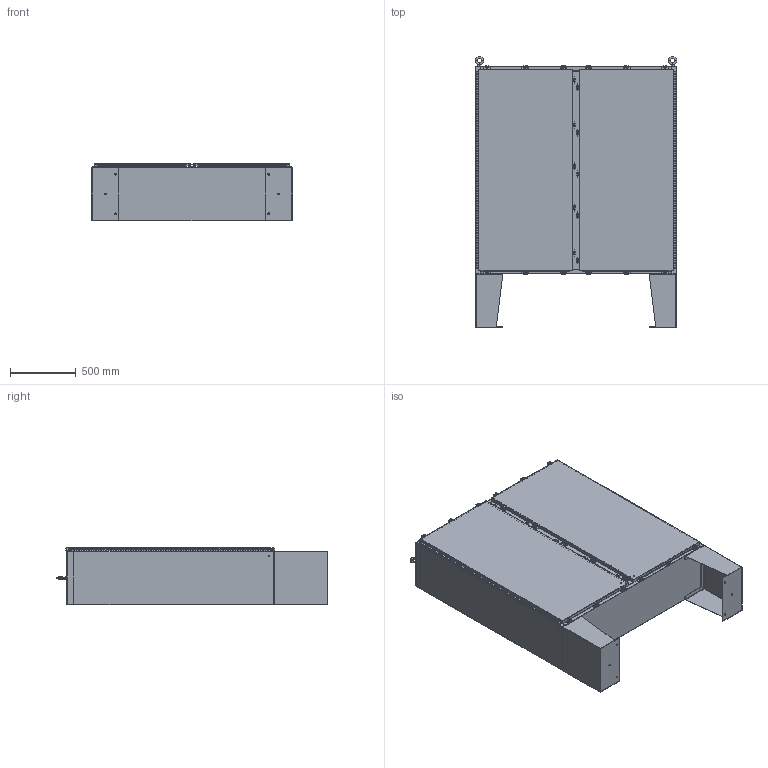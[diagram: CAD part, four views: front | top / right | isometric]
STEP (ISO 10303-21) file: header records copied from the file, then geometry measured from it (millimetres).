
FILE_DESCRIPTION (( 'STEP AP203' ), '1' );
FILE_NAME ('N62H6016SSWPLS.STEP', '2014-04-03T20:04:17', ( 'changeme' ), ( 'Microsoft' ), 'SwSTEP 2.0', 'SolidWorks 2013', '' );
FILE_SCHEMA (( 'CONFIG_CONTROL_DESIGN' ));
Length unit declared in the file: inch
Products named in the file (25): N62H6016SSWPLS FSD_DD - LSK - Stand; N62H6016SSWPLS Hinge Cover Side DoubleDoor; N62H6016SSWPLS Top; N62H6016SSWPLS FSD_DD-LSK - Base; N62H6016SSWPLS Hinge_DoubleDoor; N62H6016SSWPLS Left Cover; N62H6016SSWPLS DD_Leg Kit; Clamp Bracket; N62H6016SSWPLS Right Cover; N62H6016SSWPLS Backpanel; 22101002; N62H6016SSWPLS Center Post; Mounting Studs; 22104005_DEFAULT; HW-EYE-NH-20425_3014T52; Quarter-20 CD Stud; Clamp Top; N62H6016SSWPLS Eye-Bolt_Stiffener; N62H6016SSWPLS; Clamp Assembly; N62H6016SSWPLS Enclosure Stiffener 14 GA; N62H6016SSWPLS Body; Standard Clamps; N62H6016SSWPLS Hinge Enclosure Side DoubleDoor; N62H6016SSWPLS Bottom
Assembly tree (62 placements, depth 4):
  N62H6016SSWPLS
    N62H6016SSWPLS Body
    N62H6016SSWPLS Bottom
    N62H6016SSWPLS Top
    N62H6016SSWPLS Left Cover
    N62H6016SSWPLS Right Cover
    N62H6016SSWPLS Center Post
    HW-EYE-NH-20425_3014T52  x2
    N62H6016SSWPLS Eye-Bolt_Stiffener  x2
    N62H6016SSWPLS Enclosure Stiffener 14 GA  x3
    N62H6016SSWPLS Hinge_DoubleDoor  x2
      N62H6016SSWPLS Hinge Enclosure Side DoubleDoor
      N62H6016SSWPLS Hinge Cover Side DoubleDoor
    Standard Clamps  x22
      Clamp Bracket
      Clamp Assembly
        22101002  x2
        22104005_DEFAULT
        Clamp Top
    N62H6016SSWPLS DD_Leg Kit  x2
      N62H6016SSWPLS FSD_DD - LSK - Stand
      N62H6016SSWPLS FSD_DD-LSK - Base
    N62H6016SSWPLS Backpanel
    Mounting Studs  x8
    Quarter-20 CD Stud  x4
Bounding box: 1529.73 x 2057.4 x 436.9 mm (x, y, z)
Volume: 24616038.6 mm3; surface area: 23534872.6 mm2
Topology: 144 solids, 144 shells, 6444 faces, 16342 edges, 10256 vertices
Faces by surface type: plane 3354, cylinder 2762, cone 164, torus 136, bspline 28
Entity records: 69659 total; most frequent: CARTESIAN_POINT 12754, DIRECTION 11642, ORIENTED_EDGE 10898, EDGE_CURVE 5449, AXIS2_PLACEMENT_3D 4052, VECTOR 3538, LINE 3538, VERTEX_POINT 3324
